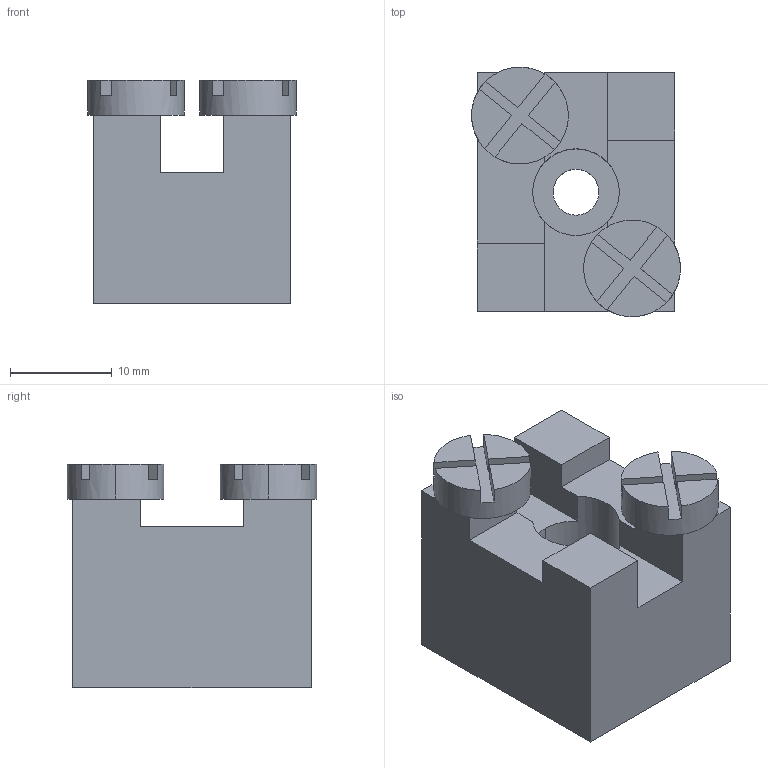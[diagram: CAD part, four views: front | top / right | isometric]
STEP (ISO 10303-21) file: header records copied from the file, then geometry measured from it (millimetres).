
FILE_DESCRIPTION(('Creo Elements/Direct Modeling STEP Export'),'2;1');
FILE_NAME('model.stp','2018-03-26T14:52:55',(''),(''),'Creo Elements/Direct Modeling STEP processor for AP214 (Solid Model)','Creo Elements/Direct Modeling 18.1I 14-Aug-2016 (C) Parametric Technology GmbH','');
FILE_SCHEMA(('AUTOMOTIVE_DESIGN { 1 0 10303 214 1 1 1 1 }'));
Length unit declared in the file: millimetre
Products named in the file (2): AB_SS_EX-select
Assembly tree (1 placements, depth 2):
  AB_SS_EX-select
    AB_SS_EX-select
Bounding box: 20.5 x 24.5 x 21.9 mm (x, y, z)
Volume: 7010.4 mm3; surface area: 3422.9 mm2
Topology: 1 solids, 1 shells, 76 faces, 204 edges, 132 vertices
Faces by surface type: plane 64, cylinder 12
Entity records: 2718 total; most frequent: ORIENTED_EDGE 408, CARTESIAN_POINT 351, DIRECTION 298, EDGE_CURVE 204, VECTOR 140, LINE 140, VERTEX_POINT 132, EDGE_LOOP 80
